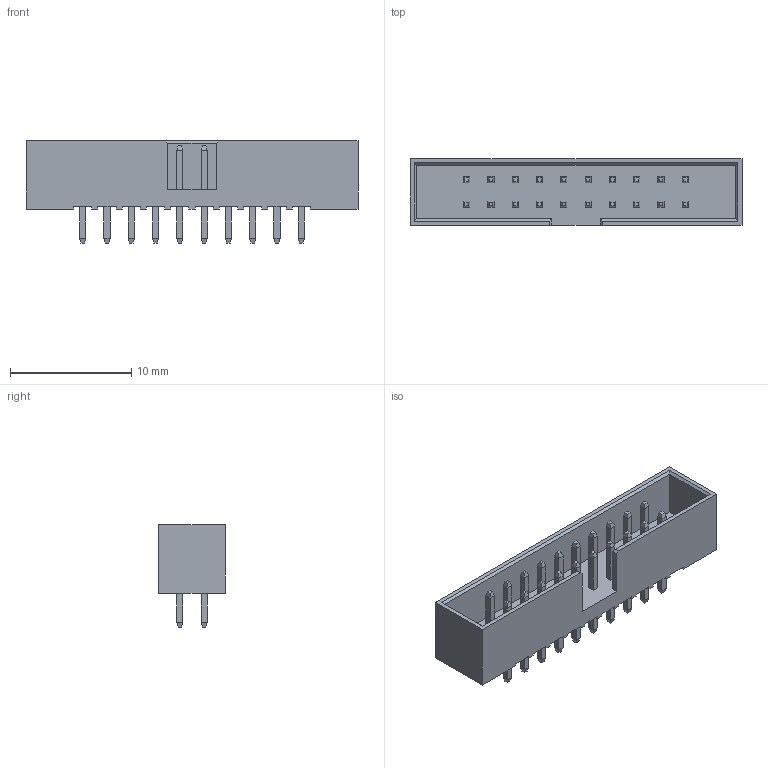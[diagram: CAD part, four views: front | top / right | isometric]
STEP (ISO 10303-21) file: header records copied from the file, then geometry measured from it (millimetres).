
FILE_DESCRIPTION (( 'STEP AP214' ), '1' );
FILE_NAME ('FBH20001-D20S1014K6K-REF.STEP', '2026-01-23T06:12:22', ( '' ), ( '' ), 'SwSTEP 2.0', 'SolidWorks 2021', '' );
FILE_SCHEMA (( 'AUTOMOTIVE_DESIGN' ));
Length unit declared in the file: millimetre
Products named in the file (1): FBH20001-D20S1014K6K-REF
Bounding box: 27.34 x 5.5 x 8.4 mm (x, y, z)
Volume: 385.5 mm3; surface area: 1147.7 mm2
Topology: 1 solids, 1 shells, 421 faces, 971 edges, 592 vertices
Faces by surface type: plane 421
Entity records: 11471 total; most frequent: CARTESIAN_POINT 1985, ORIENTED_EDGE 1942, DIRECTION 1815, EDGE_CURVE 971, LINE 971, VECTOR 971, VERTEX_POINT 592, EDGE_LOOP 461
